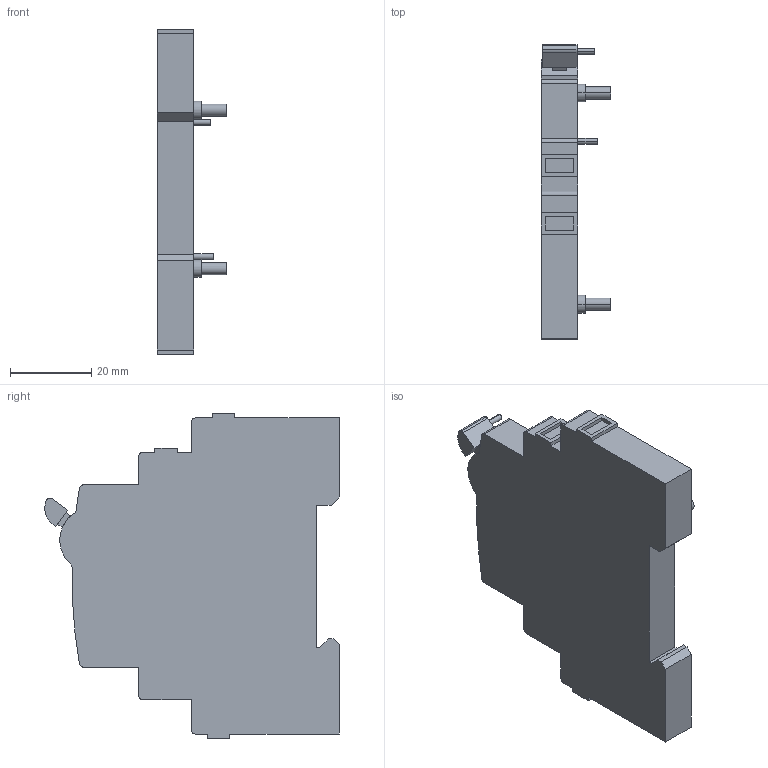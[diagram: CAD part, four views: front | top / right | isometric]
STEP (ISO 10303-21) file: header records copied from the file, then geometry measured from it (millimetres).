
FILE_DESCRIPTION (( 'STEP AP203' ), '1' );
FILE_NAME ('Áëîê-êîíòàêò ÁÊ-47 EKF PROxima (mdbc-47-pro).STEP', '2022-01-11T12:18:59', ( '' ), ( '' ), 'SwSTEP 2.0', 'SolidWorks 2021', '' );
FILE_SCHEMA (( 'CONFIG_CONTROL_DESIGN' ));
Length unit declared in the file: millimetre
Products named in the file (1): Áëîê-êîíòàêò ÁÊ-47 EKF PROxima (mdbc-47-pro)
Bounding box: 17.1 x 72.69 x 80 mm (x, y, z)
Volume: 37958 mm3; surface area: 11829.6 mm2
Topology: 1 solids, 1 shells, 168 faces, 414 edges, 262 vertices
Faces by surface type: plane 138, cylinder 30
Entity records: 4971 total; most frequent: CARTESIAN_POINT 845, DIRECTION 844, ORIENTED_EDGE 828, EDGE_CURVE 414, LINE 322, VECTOR 322, VERTEX_POINT 262, AXIS2_PLACEMENT_3D 261
